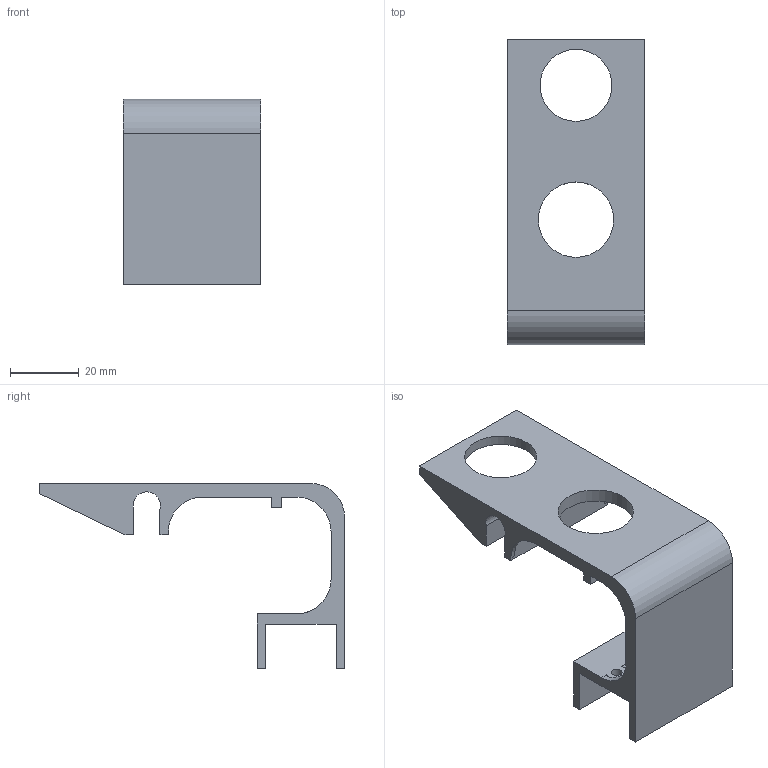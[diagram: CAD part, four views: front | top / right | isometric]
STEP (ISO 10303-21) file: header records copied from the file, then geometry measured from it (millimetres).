
FILE_DESCRIPTION(/* description */ (''),/* implementation_level */ '2;1');
FILE_NAME(/* name */ 'Support Button v3.stp',/* time_stamp */ '2020-12-05T18:11:39+01:00',/* author */ (''),/* organization */ (''),/* preprocessor_version */ 'ST-DEVELOPER v18.1',/* originating_system */ 'Autodesk Translation Framework v9.3.0.1241',/* authorisation */ '');
FILE_SCHEMA (('AUTOMOTIVE_DESIGN { 1 0 10303 214 3 1 1 }'));
Length unit declared in the file: millimetre
Products named in the file (2): Support Button; Support Batt
Assembly tree (1 placements, depth 2):
  Support Button
    Support Batt
Bounding box: 40 x 89.15 x 54.1 mm (x, y, z)
Volume: 26148.6 mm3; surface area: 16785.9 mm2
Topology: 1 solids, 1 shells, 47 faces, 135 edges, 90 vertices
Faces by surface type: plane 31, cylinder 16
Full cylindrical faces by diameter (mm): 3.2 x4, 21 x1, 22 x1
Entity records: 1702 total; most frequent: CARTESIAN_POINT 364, ORIENTED_EDGE 270, DIRECTION 257, EDGE_CURVE 135, LINE 99, VECTOR 99, VERTEX_POINT 90, AXIS2_PLACEMENT_3D 79
